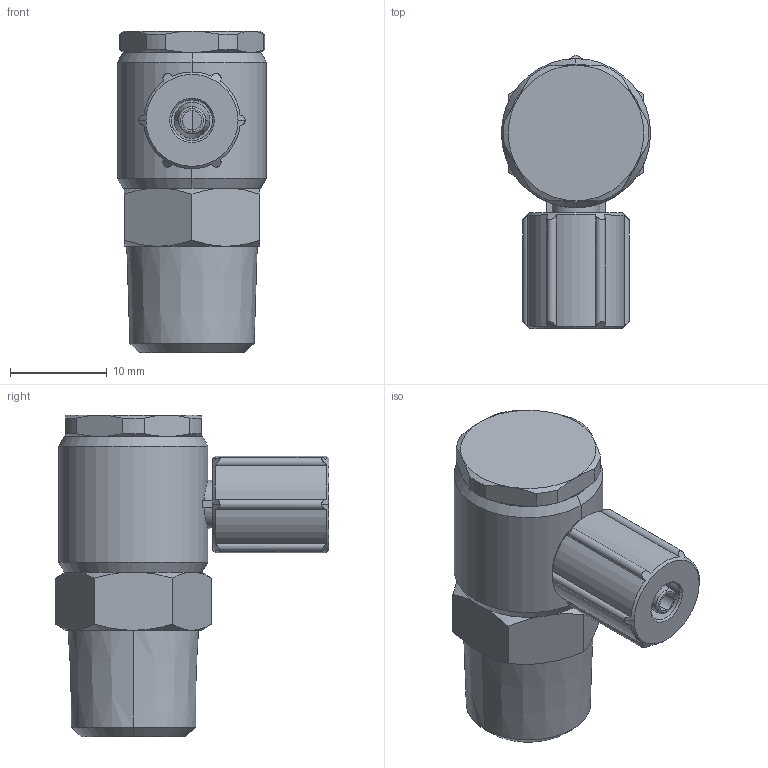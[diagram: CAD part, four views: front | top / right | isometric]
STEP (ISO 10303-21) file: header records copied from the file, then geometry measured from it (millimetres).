
FILE_DESCRIPTION((''),'2;1');
FILE_NAME('THL0402D1-mdt.stp','2017-07-21T10:21:38',(''),(''),'Mechanical Desktop 2009','Mechanical Desktop 2009',', , ');
FILE_SCHEMA(('CONFIG_CONTROL_DESIGN'));
Length unit declared in the file: millimetre
Products named in the file (4): THL0402D1-MDTA; THL0402D1-MDT; THT0; R02
Assembly tree (3 placements, depth 3):
  THL0402D1-MDTA
    THL0402D1-MDT
    THT0
      R02
Bounding box: 15.4 x 28.28 x 33.2 mm (x, y, z)
Volume: 4792.1 mm3; surface area: 4396.6 mm2
Topology: 1 solids, 2 shells, 172 faces, 411 edges, 255 vertices
Faces by surface type: cone 64, cylinder 62, plane 38, torus 6, bspline 2
Entity records: 5715 total; most frequent: CARTESIAN_POINT 1677, DIRECTION 852, ORIENTED_EDGE 822, EDGE_CURVE 411, AXIS2_PLACEMENT_3D 362, VERTEX_POINT 255, EDGE_LOOP 192, CIRCLE 188
